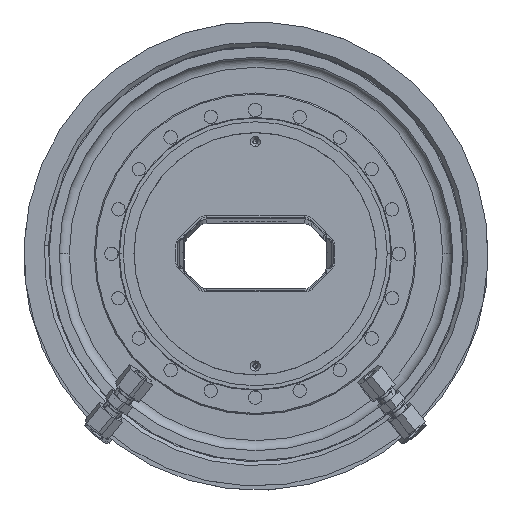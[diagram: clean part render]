
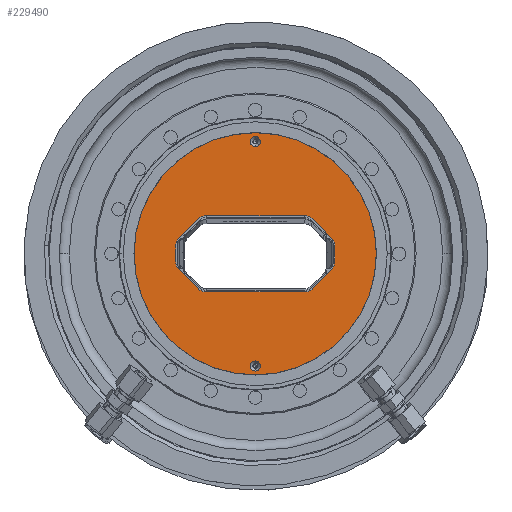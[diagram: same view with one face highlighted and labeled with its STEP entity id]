
A CAD part, top view. The second image highlights one B-rep face of the part: STEP entity #229490.
In plain terms, the highlighted face is planar.
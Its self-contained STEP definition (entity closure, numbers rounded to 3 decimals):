
#222750=CARTESIAN_POINT('',(55.314,109.53,0.));
#222760=VERTEX_POINT('',#222750);
#222810=CARTESIAN_POINT('',(131.514,109.53,0.));
#222820=DIRECTION('',(0.,0.,-1.));
#222830=DIRECTION('',(-1.,0.,0.));
#222840=AXIS2_PLACEMENT_3D('',#222810,#222820,#222830);
#222850=CIRCLE('',#222840,76.2);
#222860=CARTESIAN_POINT('',(207.714,109.53,
0.));
#222870=VERTEX_POINT('',#222860);
#222880=EDGE_CURVE('',#222760,#222870,#222850,.T.);
#223130=CARTESIAN_POINT('',(155.517,112.054,
0.));
#223140=DIRECTION('',(0.,1.,0.));
#223150=VECTOR('',#223140,1.);
#223160=LINE('',#223130,#223150);
#223170=CARTESIAN_POINT('',(155.517,78.513,
0.));
#223180=VERTEX_POINT('',#223170);
#223190=CARTESIAN_POINT('',(155.517,140.878,
0.));
#223200=VERTEX_POINT('',#223190);
#223210=EDGE_CURVE('',#223180,#223200,#223160,.T.);
#223530=CARTESIAN_POINT('',(152.304,146.721,
0.));
#223540=DIRECTION('',(-0.707,0.707,
0.));
#223550=VECTOR('',#223540,1.);
#223560=LINE('',#223530,#223550);
#223570=CARTESIAN_POINT('',(153.657,145.368,
0.));
#223580=VERTEX_POINT('',#223570);
#223590=CARTESIAN_POINT('',(141.342,157.683,
0.));
#223600=VERTEX_POINT('',#223590);
#223610=EDGE_CURVE('',#223580,#223600,#223560,.T.);
#223930=CARTESIAN_POINT('',(145.45,65.815,
0.));
#223940=DIRECTION('',(0.707,0.707,
0.));
#223950=VECTOR('',#223940,1.);
#223960=LINE('',#223930,#223950);
#223970=CARTESIAN_POINT('',(141.012,61.378,
0.));
#223980=VERTEX_POINT('',#223970);
#223990=CARTESIAN_POINT('',(153.657,74.022,
0.));
#224000=VERTEX_POINT('',#223990);
#224010=EDGE_CURVE('',#223980,#224000,#223960,.T.);
#224390=CARTESIAN_POINT('',(64.077,109.53,
0.));
#224400=VERTEX_POINT('',#224390);
#224560=CARTESIAN_POINT('',(57.727,109.53,
0.));
#224570=VERTEX_POINT('',#224560);
#224600=CARTESIAN_POINT('',(60.902,109.53,0.));
#224610=DIRECTION('',(0.,0.,1.));
#224620=DIRECTION('',(1.,0.,0.));
#224630=AXIS2_PLACEMENT_3D('',#224600,#224610,#224620);
#224640=CIRCLE('',#224630,3.175);
#224650=EDGE_CURVE('',#224570,#224400,#224640,.T.);
#224750=CARTESIAN_POINT('',(0.,159.543,0.));
#224760=DIRECTION('',(-1.,0.,0.));
#224770=VECTOR('',#224760,1.);
#224780=LINE('',#224750,#224770);
#224790=CARTESIAN_POINT('',(136.852,159.543,
0.));
#224800=VERTEX_POINT('',#224790);
#224810=CARTESIAN_POINT('',(126.175,159.543,
0.));
#224820=VERTEX_POINT('',#224810);
#224830=EDGE_CURVE('',#224800,#224820,#224780,.T.);
#225470=CARTESIAN_POINT('',(0.,59.518,0.));
#225480=DIRECTION('',(1.,0.,0.));
#225490=VECTOR('',#225480,1.);
#225500=LINE('',#225470,#225490);
#225510=CARTESIAN_POINT('',(126.505,59.518,
0.));
#225520=VERTEX_POINT('',#225510);
#225530=CARTESIAN_POINT('',(136.522,59.518,
0.));
#225540=VERTEX_POINT('',#225530);
#225550=EDGE_CURVE('',#225520,#225540,#225500,.T.);
#225930=CARTESIAN_POINT('',(205.301,109.53,
0.));
#225940=VERTEX_POINT('',#225930);
#226100=CARTESIAN_POINT('',(198.951,109.53,
0.));
#226110=VERTEX_POINT('',#226100);
#226140=CARTESIAN_POINT('',(202.126,109.53,0.));
#226150=DIRECTION('',(0.,0.,1.));
#226160=DIRECTION('',(1.,0.,0.));
#226170=AXIS2_PLACEMENT_3D('',#226140,#226150,#226160);
#226180=CIRCLE('',#226170,3.175);
#226190=EDGE_CURVE('',#226110,#225940,#226180,.T.);
#226290=CARTESIAN_POINT('',(109.668,145.666,
0.));
#226300=DIRECTION('',(0.707,0.707,
0.));
#226310=VECTOR('',#226300,1.);
#226320=LINE('',#226290,#226310);
#226330=CARTESIAN_POINT('',(109.37,145.368,
0.));
#226340=VERTEX_POINT('',#226330);
#226350=CARTESIAN_POINT('',(121.685,157.683,
0.));
#226360=VERTEX_POINT('',#226350);
#226370=EDGE_CURVE('',#226340,#226360,#226320,.T.);
#228100=CARTESIAN_POINT('',(122.015,61.378,
0.));
#228110=VERTEX_POINT('',#228100);
#228190=CARTESIAN_POINT('',(109.37,74.022,
0.));
#228200=VERTEX_POINT('',#228190);
#228230=CARTESIAN_POINT('',(117.578,65.815,
0.));
#228240=DIRECTION('',(-0.707,0.707,
0.));
#228250=VECTOR('',#228240,1.);
#228260=LINE('',#228230,#228250);
#228270=EDGE_CURVE('',#228110,#228200,#228260,.T.);
#228370=CARTESIAN_POINT('',(107.511,98.902,
0.));
#228380=DIRECTION('',(0.,1.,0.));
#228390=VECTOR('',#228380,1.);
#228400=LINE('',#228370,#228390);
#228410=CARTESIAN_POINT('',(107.511,78.513,
0.));
#228420=VERTEX_POINT('',#228410);
#228430=CARTESIAN_POINT('',(107.511,140.878,
0.));
#228440=VERTEX_POINT('',#228430);
#228450=EDGE_CURVE('',#228420,#228440,#228400,.T.);
#228630=CARTESIAN_POINT('',(206.507,109.53,0.));
#228640=DIRECTION('',(0.,0.,-1.));
#228650=DIRECTION('',(0.,1.,0.));
#228660=AXIS2_PLACEMENT_3D('',#228630,#228640,#228650);
#228670=PLANE('',#228660);
#228680=CARTESIAN_POINT('',(136.522,65.868,
0.));
#228690=DIRECTION('',(0.,0.,-1.));
#228700=DIRECTION('',(-1.,0.,0.));
#228710=AXIS2_PLACEMENT_3D('',#228680,#228690,#228700);
#228720=CIRCLE('',#228710,6.35);
#228730=EDGE_CURVE('',#223980,#225540,#228720,.T.);
#228740=ORIENTED_EDGE('',*,*,#228730,.F.);
#228750=ORIENTED_EDGE('',*,*,#225550,.T.);
#228760=CARTESIAN_POINT('',(126.505,65.868,
0.));
#228770=DIRECTION('',(0.,0.,1.));
#228780=DIRECTION('',(1.,0.,0.));
#228790=AXIS2_PLACEMENT_3D('',#228760,#228770,#228780);
#228800=CIRCLE('',#228790,6.35);
#228810=EDGE_CURVE('',#228110,#225520,#228800,.T.);
#228820=ORIENTED_EDGE('',*,*,#228810,.T.);
#228830=ORIENTED_EDGE('',*,*,#228270,.F.);
#228840=CARTESIAN_POINT('',(113.861,78.513,
0.));
#228850=DIRECTION('',(0.,0.,1.));
#228860=DIRECTION('',(1.,0.,0.));
#228870=AXIS2_PLACEMENT_3D('',#228840,#228850,#228860);
#228880=CIRCLE('',#228870,6.35);
#228890=EDGE_CURVE('',#228420,#228200,#228880,.T.);
#228900=ORIENTED_EDGE('',*,*,#228890,.T.);
#228910=ORIENTED_EDGE('',*,*,#228450,.F.);
#228920=CARTESIAN_POINT('',(113.861,140.878,
0.));
#228930=DIRECTION('',(0.,0.,1.));
#228940=DIRECTION('',(1.,0.,0.));
#228950=AXIS2_PLACEMENT_3D('',#228920,#228930,#228940);
#228960=CIRCLE('',#228950,6.35);
#228970=EDGE_CURVE('',#226340,#228440,#228960,.T.);
#228980=ORIENTED_EDGE('',*,*,#228970,.T.);
#228990=ORIENTED_EDGE('',*,*,#226370,.F.);
#229000=CARTESIAN_POINT('',(126.175,153.193,
0.));
#229010=DIRECTION('',(0.,0.,-1.));
#229020=DIRECTION('',(-1.,0.,0.));
#229030=AXIS2_PLACEMENT_3D('',#229000,#229010,#229020);
#229040=CIRCLE('',#229030,6.35);
#229050=EDGE_CURVE('',#226360,#224820,#229040,.T.);
#229060=ORIENTED_EDGE('',*,*,#229050,.F.);
#229070=ORIENTED_EDGE('',*,*,#224830,.T.);
#229080=CARTESIAN_POINT('',(136.852,153.193,
0.));
#229090=DIRECTION('',(0.,0.,1.));
#229100=DIRECTION('',(1.,0.,0.));
#229110=AXIS2_PLACEMENT_3D('',#229080,#229090,#229100);
#229120=CIRCLE('',#229110,6.35);
#229130=EDGE_CURVE('',#223600,#224800,#229120,.T.);
#229140=ORIENTED_EDGE('',*,*,#229130,.T.);
#229150=ORIENTED_EDGE('',*,*,#223610,.T.);
#229160=CARTESIAN_POINT('',(149.167,140.878,
0.));
#229170=DIRECTION('',(0.,0.,1.));
#229180=DIRECTION('',(1.,0.,0.));
#229190=AXIS2_PLACEMENT_3D('',#229160,#229170,#229180);
#229200=CIRCLE('',#229190,6.35);
#229210=EDGE_CURVE('',#223200,#223580,#229200,.T.);
#229220=ORIENTED_EDGE('',*,*,#229210,.T.);
#229230=ORIENTED_EDGE('',*,*,#223210,.T.);
#229240=CARTESIAN_POINT('',(149.167,78.513,
0.));
#229250=DIRECTION('',(0.,0.,1.));
#229260=DIRECTION('',(1.,0.,0.));
#229270=AXIS2_PLACEMENT_3D('',#229240,#229250,#229260);
#229280=CIRCLE('',#229270,6.35);
#229290=EDGE_CURVE('',#224000,#223180,#229280,.T.);
#229300=ORIENTED_EDGE('',*,*,#229290,.T.);
#229310=ORIENTED_EDGE('',*,*,#224010,.T.);
#229320=EDGE_LOOP('',(#229310,#229300,#229230,#229220,#229150,#229140,
#229070,#229060,#228990,#228980,#228910,#228900,#228830,#228820,#228750,
#228740));
#229330=FACE_BOUND('',#229320,.T.);
#229340=EDGE_CURVE('',#225940,#226110,#226180,.T.);
#229350=ORIENTED_EDGE('',*,*,#229340,.T.);
#229360=ORIENTED_EDGE('',*,*,#226190,.T.);
#229370=EDGE_LOOP('',(#229360,#229350));
#229380=FACE_BOUND('',#229370,.T.);
#229390=EDGE_CURVE('',#224400,#224570,#224640,.T.);
#229400=ORIENTED_EDGE('',*,*,#229390,.T.);
#229410=ORIENTED_EDGE('',*,*,#224650,.T.);
#229420=EDGE_LOOP('',(#229410,#229400));
#229430=FACE_BOUND('',#229420,.T.);
#229440=EDGE_CURVE('',#222870,#222760,#222850,.T.);
#229450=ORIENTED_EDGE('',*,*,#229440,.T.);
#229460=ORIENTED_EDGE('',*,*,#222880,.T.);
#229470=EDGE_LOOP('',(#229460,#229450));
#229480=FACE_OUTER_BOUND('',#229470,.T.);
#229490=ADVANCED_FACE('',(#229330,#229380,#229430,#229480),#228670,.T.);
